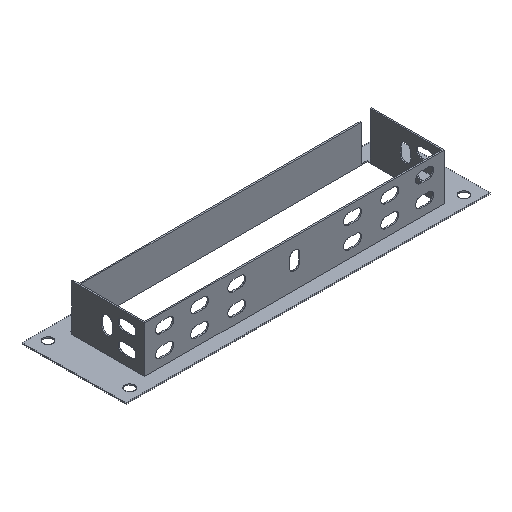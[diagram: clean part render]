
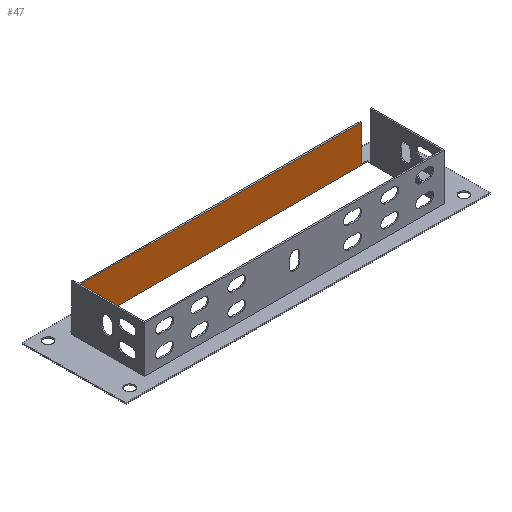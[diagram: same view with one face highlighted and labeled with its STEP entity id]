
A CAD part, isometric view. The second image highlights one B-rep face of the part: STEP entity #47.
In plain terms, the highlighted planar face has unit normal (0, -1, 0).
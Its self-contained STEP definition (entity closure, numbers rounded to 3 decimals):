
#47 = ADVANCED_FACE ( 'NONE', ( #3942 ), #1970, .F. ) ;
#164 = EDGE_CURVE ( 'NONE', #1739, #2243, #4404, .T. ) ;
#167 = VERTEX_POINT ( 'NONE', #1801 ) ;
#400 = CARTESIAN_POINT ( 'NONE',  ( -99.99, 25.2, 0.8 ) ) ;
#554 = LINE ( 'NONE', #3514, #4569 ) ;
#791 = VERTEX_POINT ( 'NONE', #400 ) ;
#871 = VERTEX_POINT ( 'NONE', #2458 ) ;
#932 = VERTEX_POINT ( 'NONE', #1693 ) ;
#968 = VECTOR ( 'NONE', #2557, 1000. ) ;
#1187 = LINE ( 'NONE', #2360, #3124 ) ;
#1258 = CARTESIAN_POINT ( 'NONE',  ( -99.99, 25.2, 219.304 ) ) ;
#1557 = VECTOR ( 'NONE', #4870, 1000. ) ;
#1657 = DIRECTION ( 'NONE',  ( 0., 0., 1. ) ) ;
#1693 = CARTESIAN_POINT ( 'NONE',  ( 100., 25.2, 0. ) ) ;
#1703 = CARTESIAN_POINT ( 'NONE',  ( -96., 25.2, 0.8 ) ) ;
#1739 = VERTEX_POINT ( 'NONE', #5778 ) ;
#1801 = CARTESIAN_POINT ( 'NONE',  ( 100., 25.2, 0.8 ) ) ;
#1897 = AXIS2_PLACEMENT_3D ( 'NONE', #1926, #1966, #2013 ) ;
#1926 = CARTESIAN_POINT ( 'NONE',  ( 96., 25.2, 0.8 ) ) ;
#1966 = DIRECTION ( 'NONE',  ( 0., 1., 0. ) ) ;
#1970 = PLANE ( 'NONE',  #1897 ) ;
#2013 = DIRECTION ( 'NONE',  ( 0., 0., 1. ) ) ;
#2074 = LINE ( 'NONE', #4812, #1557 ) ;
#2079 = VERTEX_POINT ( 'NONE', #3051 ) ;
#2152 = EDGE_LOOP ( 'NONE', ( #3273, #3064, #3091, #3044, #2978, #2881, #2830, #2816 ) ) ;
#2231 = LINE ( 'NONE', #5072, #5040 ) ;
#2243 = VERTEX_POINT ( 'NONE', #3484 ) ;
#2339 = EDGE_CURVE ( 'NONE', #791, #871, #2885, .T. ) ;
#2351 = VERTEX_POINT ( 'NONE', #4696 ) ;
#2360 = CARTESIAN_POINT ( 'NONE',  ( 100., 25.2, 0.8 ) ) ;
#2458 = CARTESIAN_POINT ( 'NONE',  ( -99.99, 25.2, 0. ) ) ;
#2557 = DIRECTION ( 'NONE',  ( 0., 0., -1. ) ) ;
#2580 = CARTESIAN_POINT ( 'NONE',  ( 96., 25.2, 0.8 ) ) ;
#2816 = ORIENTED_EDGE ( 'NONE', *, *, #2920, .F. ) ;
#2830 = ORIENTED_EDGE ( 'NONE', *, *, #4265, .F. ) ;
#2881 = ORIENTED_EDGE ( 'NONE', *, *, #6224, .F. ) ;
#2885 = LINE ( 'NONE', #1258, #5240 ) ;
#2899 = EDGE_CURVE ( 'NONE', #167, #932, #2074, .T. ) ;
#2914 = DIRECTION ( 'NONE',  ( 1., 0., 0. ) ) ;
#2920 = EDGE_CURVE ( 'NONE', #2243, #2079, #3048, .T. ) ;
#2978 = ORIENTED_EDGE ( 'NONE', *, *, #2899, .F. ) ;
#3044 = ORIENTED_EDGE ( 'NONE', *, *, #4130, .T. ) ;
#3048 = LINE ( 'NONE', #4808, #5384 ) ;
#3051 = CARTESIAN_POINT ( 'NONE',  ( 96., 25.2, 25. ) ) ;
#3064 = ORIENTED_EDGE ( 'NONE', *, *, #3197, .F. ) ;
#3091 = ORIENTED_EDGE ( 'NONE', *, *, #2339, .T. ) ;
#3124 = VECTOR ( 'NONE', #2914, 1000. ) ;
#3197 = EDGE_CURVE ( 'NONE', #791, #1739, #1187, .T. ) ;
#3273 = ORIENTED_EDGE ( 'NONE', *, *, #164, .F. ) ;
#3484 = CARTESIAN_POINT ( 'NONE',  ( -96., 25.2, 25. ) ) ;
#3491 = DIRECTION ( 'NONE',  ( 1., 0., 0. ) ) ;
#3514 = CARTESIAN_POINT ( 'NONE',  ( 100., 25.2, 0. ) ) ;
#3585 = DIRECTION ( 'NONE',  ( 0., 0., -1. ) ) ;
#3942 = FACE_OUTER_BOUND ( 'NONE', #2152, .T. ) ;
#4130 = EDGE_CURVE ( 'NONE', #871, #932, #554, .T. ) ;
#4265 = EDGE_CURVE ( 'NONE', #2079, #2351, #4643, .T. ) ;
#4404 = LINE ( 'NONE', #1703, #4469 ) ;
#4469 = VECTOR ( 'NONE', #1657, 1000. ) ;
#4569 = VECTOR ( 'NONE', #3491, 1000. ) ;
#4643 = LINE ( 'NONE', #2580, #968 ) ;
#4696 = CARTESIAN_POINT ( 'NONE',  ( 96., 25.2, 0.8 ) ) ;
#4743 = DIRECTION ( 'NONE',  ( 1., 0., 0. ) ) ;
#4808 = CARTESIAN_POINT ( 'NONE',  ( 96., 25.2, 25. ) ) ;
#4812 = CARTESIAN_POINT ( 'NONE',  ( 100., 25.2, 219.304 ) ) ;
#4870 = DIRECTION ( 'NONE',  ( 0., 0., -1. ) ) ;
#4974 = DIRECTION ( 'NONE',  ( 1., 0., 0. ) ) ;
#5040 = VECTOR ( 'NONE', #4974, 1000. ) ;
#5072 = CARTESIAN_POINT ( 'NONE',  ( 100., 25.2, 0.8 ) ) ;
#5240 = VECTOR ( 'NONE', #3585, 1000. ) ;
#5384 = VECTOR ( 'NONE', #4743, 1000. ) ;
#5778 = CARTESIAN_POINT ( 'NONE',  ( -96., 25.2, 0.8 ) ) ;
#6224 = EDGE_CURVE ( 'NONE', #2351, #167, #2231, .T. ) ;
